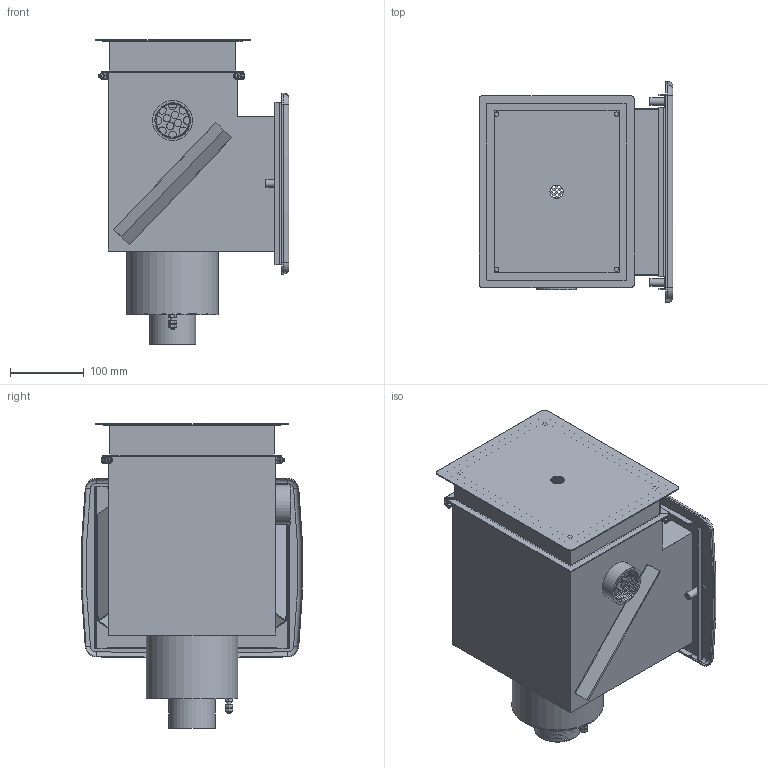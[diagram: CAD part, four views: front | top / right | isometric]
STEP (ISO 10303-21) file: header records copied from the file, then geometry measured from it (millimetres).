
FILE_DESCRIPTION(('STEP AP214'), '1');
FILE_NAME('Ð03-03 ñêèììåð 25 ïëèòêà', '2025-08-29T08:56:05', ('Runwill'), (''), 'C3D Converter', 'C3D Toolkit', '');
FILE_SCHEMA(('AUTOMOTIVE_DESIGN { 1 0 10303 214 3 1 1}'));
Length unit declared in the file: millimetre
Assembly tree (21 placements, depth 4):
  (unnamed)
    (unnamed)
      (unnamed)  x2
      (unnamed)
        (unnamed)
        (unnamed)  x2
    (unnamed)
    (unnamed)
    (unnamed)
    (unnamed)
      (unnamed)
      (unnamed)
      (unnamed)
      (unnamed)
    (unnamed)
    (unnamed)
    (unnamed)
    (unnamed)
    (unnamed)
    (unnamed)
Bounding box: 262.4 x 298.76 x 412.1 mm (x, y, z)
Volume: 1032766.5 mm3; surface area: 1260060.8 mm2
Topology: 27 solids, 27 shells, 3633 faces, 10578 edges, 7003 vertices
Faces by surface type: plane 3352, cylinder 169, cone 63, torus 45, bspline 4
Full cylindrical faces by diameter (mm): 0.9 x2, 3.2 x1, 4 x1, 4.134 x2, 4.917 x4, 5 x2, 5.7 x2, 6 x9, 6.2 x4, 7.5 x2, 9.43 x2, 10 x7, 11.34 x2, 18 x1, 54 x1, 62.75 x1, 120 x1, 121.8 x2, 124.2 x1
Entity records: 141713 total; most frequent: CARTESIAN_POINT 43986, ORIENTED_EDGE 20874, DIRECTION 18010, EDGE_CURVE 10437, VERTEX_POINT 6977, AXIS2_PLACEMENT_3D 6113, LINE 5784, VECTOR 5784
